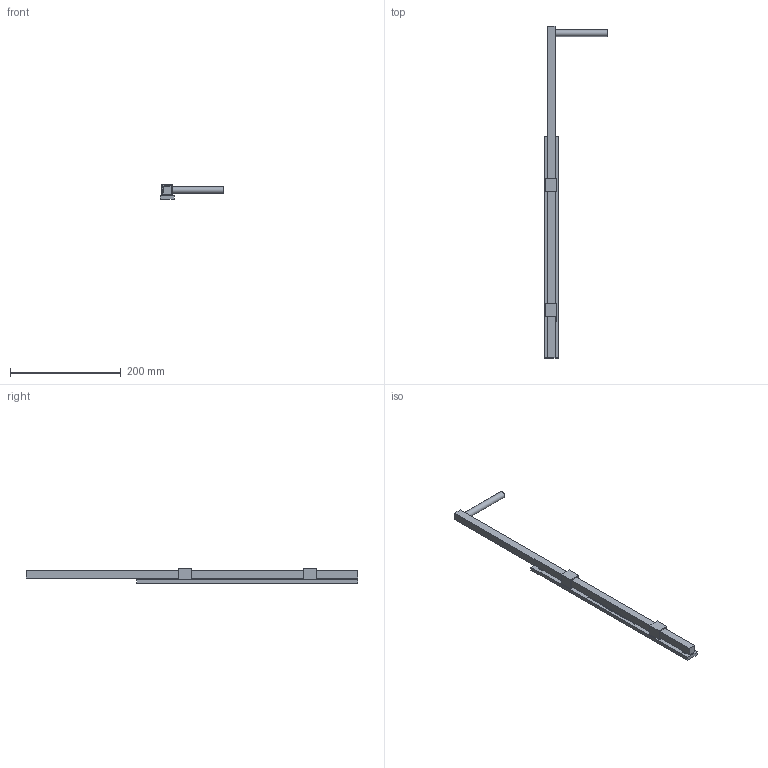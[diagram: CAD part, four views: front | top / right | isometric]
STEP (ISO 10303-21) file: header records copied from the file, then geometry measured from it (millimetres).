
FILE_DESCRIPTION (( 'STEP AP203' ), '1' );
FILE_NAME ('3826-VL.STEP', '2021-08-09T14:32:16', ( '' ), ( '' ), 'SwSTEP 2.0', 'SolidWorks 2018', '' );
FILE_SCHEMA (( 'CONFIG_CONTROL_DESIGN' ));
Length unit declared in the file: millimetre
Products named in the file (2): 3826-VL
Bounding box: 114.17 x 600 x 26.5 mm (x, y, z)
Volume: 201254.8 mm3; surface area: 74524.8 mm2
Topology: 6 solids, 6 shells, 251 faces, 648 edges, 432 vertices
Faces by surface type: plane 144, bspline 94, cylinder 10, cone 2, torus 1
Full cylindrical faces by diameter (mm): 6.75 x2, 7 x1, 12 x1
Entity records: 12440 total; most frequent: CARTESIAN_POINT 6804, ORIENTED_EDGE 1280, DIRECTION 791, EDGE_CURVE 640, VERTEX_POINT 431, LINE 427, VECTOR 427, EDGE_LOOP 289
